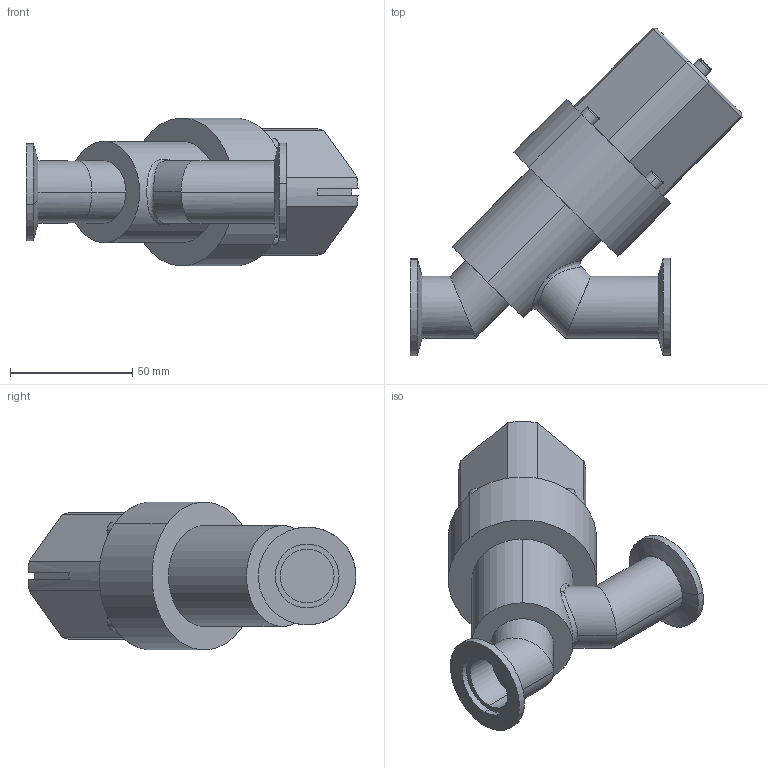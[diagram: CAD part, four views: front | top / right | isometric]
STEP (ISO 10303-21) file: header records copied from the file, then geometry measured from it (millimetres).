
FILE_DESCRIPTION (( 'STEP AP214' ), '1' );
FILE_NAME ('TL-1000-P-KF25_PNEUMATIC_INLINE_VALVE_KF25_VITON_BONNET.STEP', '2025-01-24T17:25:54', ( '' ), ( '' ), 'SwSTEP 2.0', 'SolidWorks 2023', '' );
FILE_SCHEMA (( 'AUTOMOTIVE_DESIGN' ));
Length unit declared in the file: inch
Products named in the file (1): TL-1000-P-KF25_PNEUMATIC_INLINE_VALVE_KF25_VITON_BONNET
Bounding box: 135.99 x 134.28 x 60.41 mm (x, y, z)
Volume: 258059.5 mm3; surface area: 43720.9 mm2
Topology: 1 solids, 1 shells, 120 faces, 285 edges, 184 vertices
Faces by surface type: plane 50, cylinder 43, cone 15, torus 10, bspline 2
Entity records: 3781 total; most frequent: CARTESIAN_POINT 958, DIRECTION 614, ORIENTED_EDGE 570, EDGE_CURVE 285, AXIS2_PLACEMENT_3D 250, VERTEX_POINT 184, EDGE_LOOP 137, CIRCLE 131
